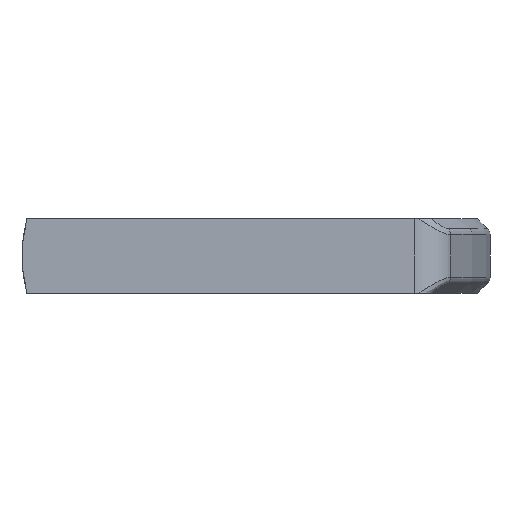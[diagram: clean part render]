
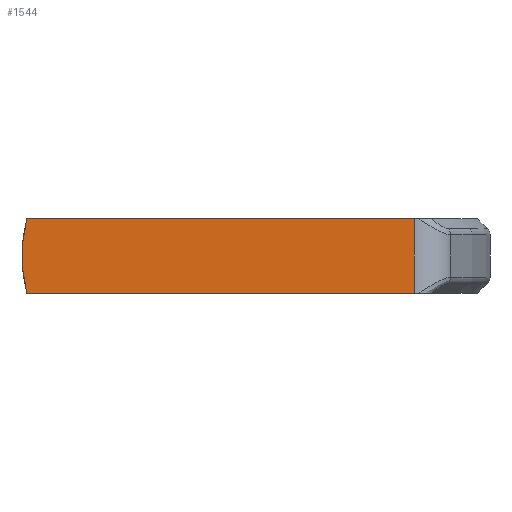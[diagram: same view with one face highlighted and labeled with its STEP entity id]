
A CAD part, left-side view. The second image highlights one B-rep face of the part: STEP entity #1544.
In plain terms, the highlighted planar face has unit normal (-1, 0, 0).
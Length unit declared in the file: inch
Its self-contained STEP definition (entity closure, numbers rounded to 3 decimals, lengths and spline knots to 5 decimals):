
#111=PLANE('',#1765);
#191=FACE_OUTER_BOUND('',#281,.T.);
#281=EDGE_LOOP('',(#1224,#1225,#1226,#1227));
#380=LINE('',#2530,#489);
#383=LINE('',#2606,#492);
#402=LINE('',#2944,#511);
#489=VECTOR('',#1980,3.90581);
#492=VECTOR('',#1999,3.90581);
#511=VECTOR('',#2070,0.75);
#615=VERTEX_POINT('',#2527);
#616=VERTEX_POINT('',#2529);
#630=VERTEX_POINT('',#2603);
#631=VERTEX_POINT('',#2605);
#801=EDGE_CURVE('',#616,#615,#380,.T.);
#818=EDGE_CURVE('',#630,#631,#383,.T.);
#874=EDGE_CURVE('',#630,#616,#402,.T.);
#875=EDGE_CURVE('',#615,#631,#1653,.T.);
#1224=ORIENTED_EDGE('',*,*,#874,.T.);
#1225=ORIENTED_EDGE('',*,*,#801,.T.);
#1226=ORIENTED_EDGE('',*,*,#875,.T.);
#1227=ORIENTED_EDGE('',*,*,#818,.F.);
#1544=ADVANCED_FACE('',(#191),#111,.T.);
#1653=CIRCLE('',#1766,1.45168);
#1765=AXIS2_PLACEMENT_3D('',#2945,#2071,#2072);
#1766=AXIS2_PLACEMENT_3D('',#2946,#2073,#2074);
#1980=DIRECTION('',(0.,1.,0.));
#1999=DIRECTION('',(0.,1.,0.));
#2070=DIRECTION('',(0.,0.,1.));
#2071=DIRECTION('center_axis',(-1.,0.,0.));
#2072=DIRECTION('ref_axis',(0.,-1.,0.));
#2073=DIRECTION('center_axis',(-1.,0.,0.));
#2074=DIRECTION('ref_axis',(0.,1.,0.));
#2527=CARTESIAN_POINT('',(0.,0.,0.75));
#2529=CARTESIAN_POINT('',(0.,-3.90581,0.75));
#2530=CARTESIAN_POINT('',(0.,-0.07573,0.75));
#2603=CARTESIAN_POINT('',(0.,-3.90581,0.));
#2605=CARTESIAN_POINT('',(0.,0.,0.));
#2606=CARTESIAN_POINT('',(0.,-0.07573,0.));
#2944=CARTESIAN_POINT('',(0.,-3.90581,0.));
#2945=CARTESIAN_POINT('Origin',(0.,-0.07573,
0.));
#2946=CARTESIAN_POINT('Origin',(0.,-1.4024,0.375));
